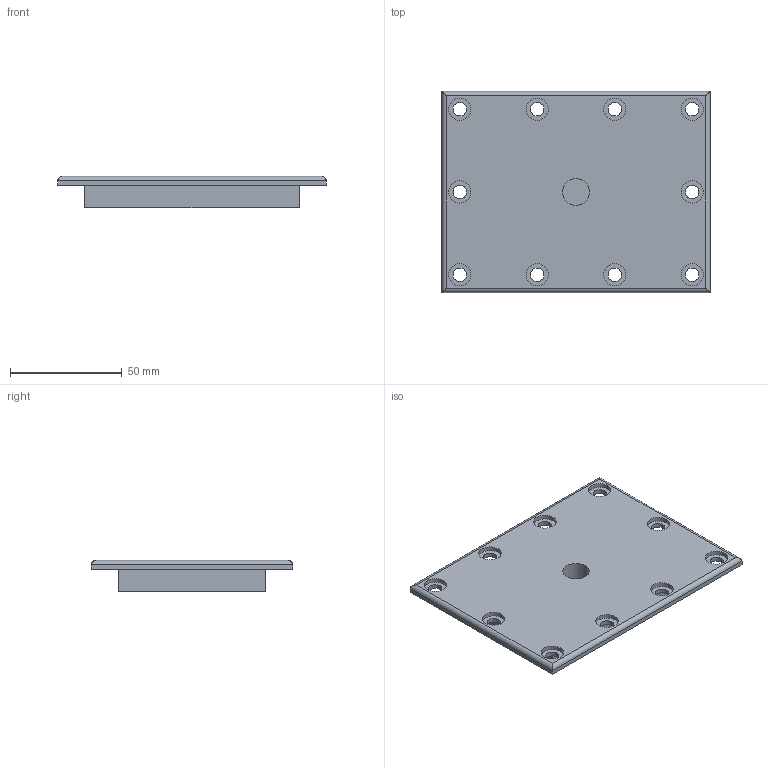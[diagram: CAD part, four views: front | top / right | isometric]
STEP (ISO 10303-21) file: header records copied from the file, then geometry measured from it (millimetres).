
FILE_DESCRIPTION((''),'2;1');
FILE_NAME('30001','2022-11-17T09:12:07',('A'),('IRISOFT'),'CREO PARAMETRIC BY PTC INC, 2022164','CREO PARAMETRIC BY PTC INC, 2022164','');
FILE_SCHEMA(('AUTOMOTIVE_DESIGN { 1 0 10303 214 1 1 1 1 }'));
Length unit declared in the file: millimetre
Products named in the file (1): 30001
Bounding box: 120 x 90 x 14 mm (x, y, z)
Volume: 102935.3 mm3; surface area: 26974 mm2
Topology: 1 solids, 1 shells, 68 faces, 158 edges, 104 vertices
Faces by surface type: cylinder 46, plane 22
Entity records: 2516 total; most frequent: DIRECTION 414, CARTESIAN_POINT 396, ORIENTED_EDGE 316, AXIS2_PLACEMENT_3D 165, EDGE_CURVE 158, VERTEX_POINT 104, EDGE_LOOP 100, CIRCLE 84
